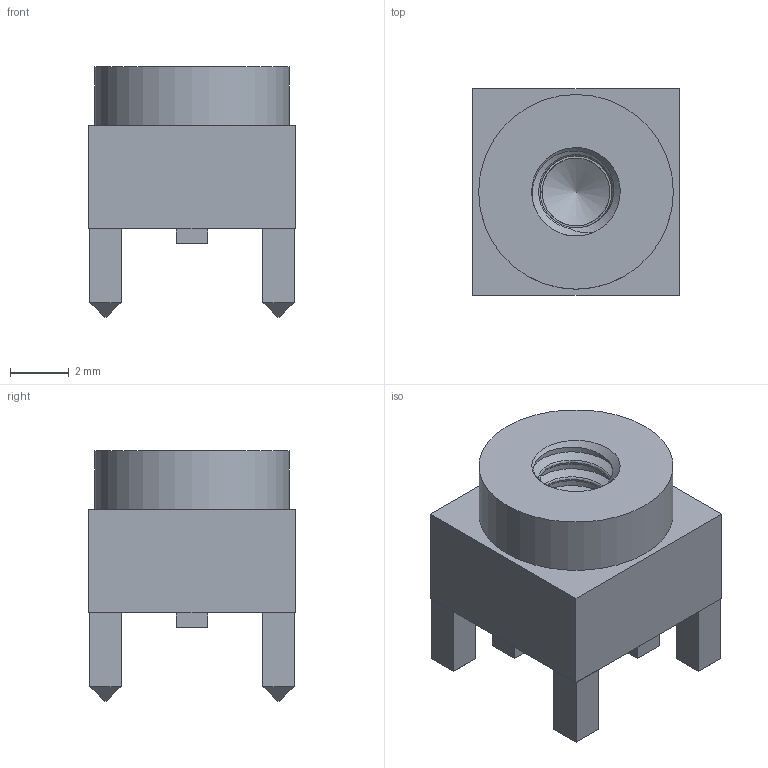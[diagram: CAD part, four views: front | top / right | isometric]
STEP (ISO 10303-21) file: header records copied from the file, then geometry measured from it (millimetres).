
FILE_DESCRIPTION(/* description */ ('Unknown'),/* implementation_level */ '2;1');
FILE_NAME(/* name */ 'MP_Wurth_WP-THRBU_74650174',/* time_stamp */ '2026-01-21T10:42:12+08:00',/* author */ ('Unknown'),/* organization */ ('Unknown'),/* preprocessor_version */ 'ST-DEVELOPER v19.4',/* originating_system */ 'Solid Edge',/* authorisation */ 'Unknown');
FILE_SCHEMA (('AUTOMOTIVE_DESIGN {1 0 10303 214 3 1 1}'));
Length unit declared in the file: millimetre
Products named in the file (1): MP_Wurth_WP-THRBU_74650174
Bounding box: 7 x 7 x 8.5 mm (x, y, z)
Volume: 228.3 mm3; surface area: 340.7 mm2
Topology: 1 solids, 1 shells, 79 faces, 181 edges, 114 vertices
Faces by surface type: plane 69, bspline 5, cylinder 3, cone 2
Full cylindrical faces by diameter (mm): 2.3 x1, 6.6 x1
Entity records: 3482 total; most frequent: CARTESIAN_POINT 1737, ORIENTED_EDGE 352, DIRECTION 322, EDGE_CURVE 176, LINE 158, VECTOR 158, VERTEX_POINT 113, FACE_BOUND 93
